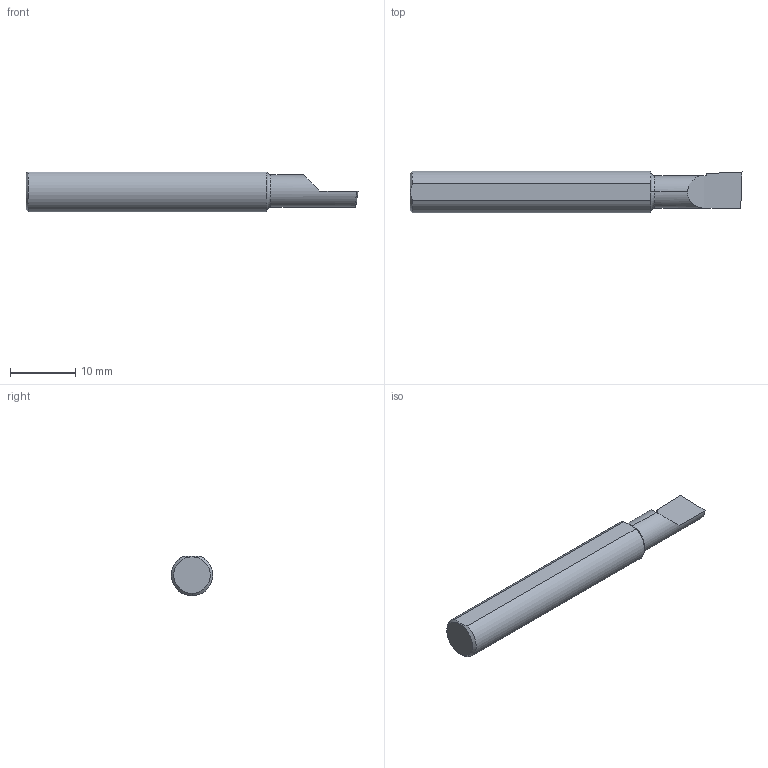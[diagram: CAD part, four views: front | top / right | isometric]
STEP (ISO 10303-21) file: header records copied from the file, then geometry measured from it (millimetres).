
FILE_DESCRIPTION (( 'STEP AP203' ), '1' );
FILE_NAME ('210264-BB224.STEP', '2024-04-17T22:28:02', ( '' ), ( '' ), 'SwSTEP 2.0', 'SolidWorks 2022', '' );
FILE_SCHEMA (( 'CONFIG_CONTROL_DESIGN' ));
Length unit declared in the file: inch
Products named in the file (1): 210264-BB224
Bounding box: 50.8 x 6.34 x 6.06 mm (x, y, z)
Volume: 1351.3 mm3; surface area: 981 mm2
Topology: 1 solids, 1 shells, 17 faces, 42 edges, 27 vertices
Faces by surface type: plane 8, cylinder 3, torus 3, cone 3
Entity records: 613 total; most frequent: CARTESIAN_POINT 142, ORIENTED_EDGE 84, DIRECTION 81, EDGE_CURVE 42, AXIS2_PLACEMENT_3D 33, VERTEX_POINT 27, FACE_OUTER_BOUND 17, ADVANCED_FACE 17
